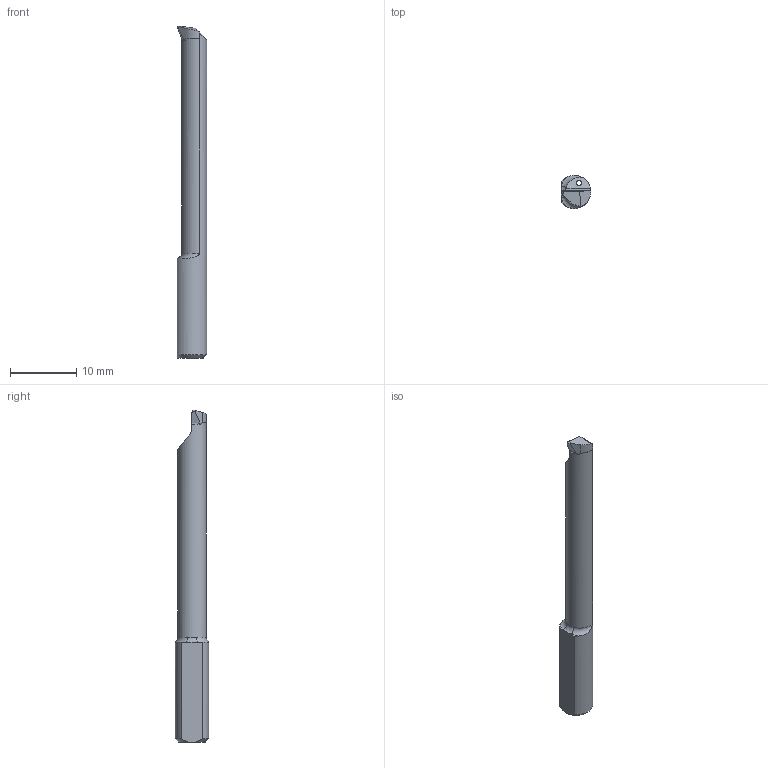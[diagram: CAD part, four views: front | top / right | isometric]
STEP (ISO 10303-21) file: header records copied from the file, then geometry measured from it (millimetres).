
FILE_DESCRIPTION (( 'STEP AP203' ), '1' );
FILE_NAME ('LP50.5-35C.step', '2024-05-16T12:45:54', ( '' ), ( '' ), 'SwSTEP 2.0', 'SolidWorks 2022', '' );
FILE_SCHEMA (( 'CONFIG_CONTROL_DESIGN' ));
Length unit declared in the file: millimetre
Products named in the file (1): LP50.5-35C
Bounding box: 4.45 x 5 x 50 mm (x, y, z)
Volume: 670.3 mm3; surface area: 800.6 mm2
Topology: 1 solids, 1 shells, 25 faces, 67 edges, 44 vertices
Faces by surface type: plane 12, cylinder 6, torus 3, bspline 3, cone 1
Full cylindrical faces by diameter (mm): 0.8 x1
Entity records: 972 total; most frequent: CARTESIAN_POINT 328, ORIENTED_EDGE 130, DIRECTION 102, EDGE_CURVE 65, VERTEX_POINT 43, AXIS2_PLACEMENT_3D 38, EDGE_LOOP 28, VECTOR 26
